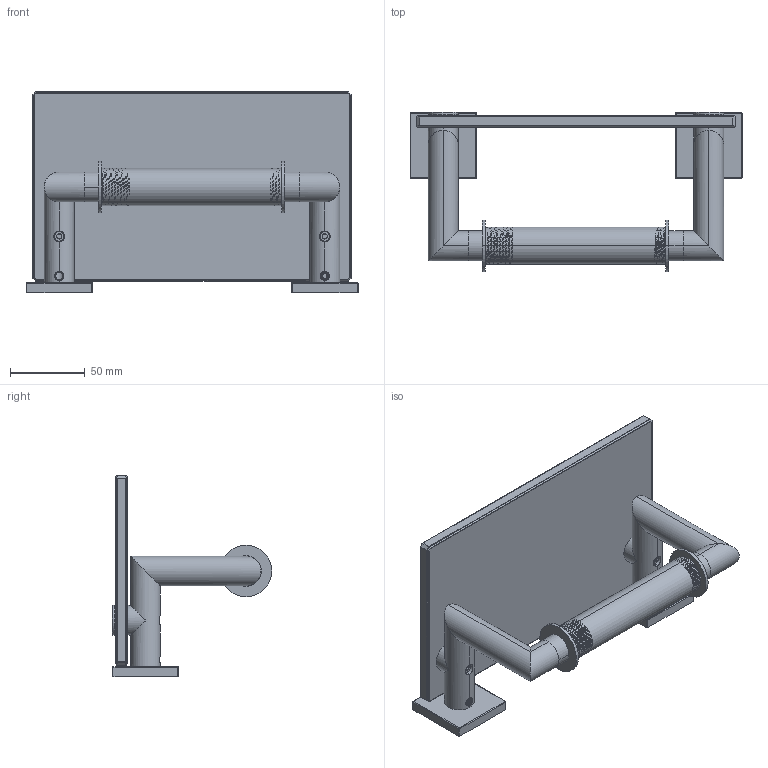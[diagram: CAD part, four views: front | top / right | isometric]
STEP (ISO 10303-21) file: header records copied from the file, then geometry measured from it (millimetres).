
FILE_DESCRIPTION((''),'2;1');
FILE_NAME('5327_ASM','2015-08-13T',('rsmith'),(''),'PRO/ENGINEER BY PARAMETRIC TECHNOLOGY CORPORATION, 2013150','PRO/ENGINEER BY PARAMETRIC TECHNOLOGY CORPORATION, 2013150','');
FILE_SCHEMA(('CONFIG_CONTROL_DESIGN'));
Length unit declared in the file: inch
Products named in the file (17): 40591; 92461; 7-667; 7-669; 40392; 40383; 91481; 92525; 7-719_ASM; 80471; 92353; 92354; 80470; 80469; 80468; 2808T_ASM; 5327_ASM
Assembly tree (18 placements, depth 3):
  5327_ASM
    40591  x2
    92461
    7-667
    7-669
    40392
    7-719_ASM  x2
      40383
      91481
      92525
    2808T_ASM
      80471
      92353
      92354
      80470
      80469
      80468
Bounding box: 222.25 x 106.81 x 134.6 mm (x, y, z)
Volume: 309719.1 mm3; surface area: 179054.7 mm2
Topology: 18 solids, 33 shells, 1132 faces, 2919 edges, 1859 vertices
Faces by surface type: cylinder 673, plane 202, bspline 155, cone 54, torus 32, sphere 16
Entity records: 62332 total; most frequent: CARTESIAN_POINT 43342, ORIENTED_EDGE 4186, DIRECTION 3271, EDGE_CURVE 2144, VERTEX_POINT 1361, AXIS2_PLACEMENT_3D 1233, EDGE_LOOP 900, B_SPLINE_CURVE_WITH_KNOTS 878
